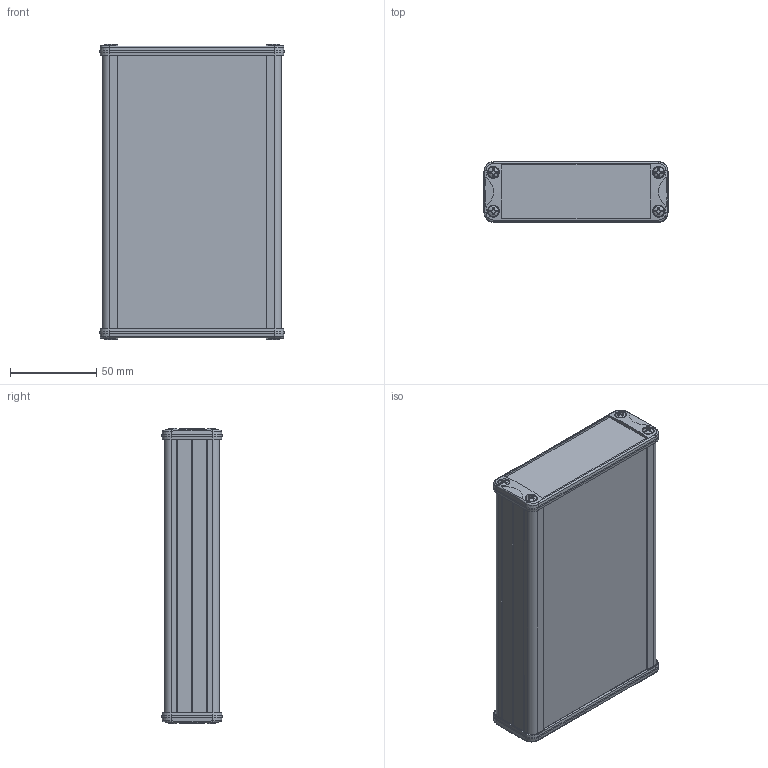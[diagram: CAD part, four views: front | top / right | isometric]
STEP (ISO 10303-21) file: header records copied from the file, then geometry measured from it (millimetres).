
FILE_DESCRIPTION(/* description */ (''),/* implementation_level */ '2;1');
FILE_NAME(/* name */ 'STEP''s\1457L1601.stp',/* time_stamp */ '2019-01-30T11:37:13-05:00',/* author */ ('tfoster'),/* organization */ (''),/* preprocessor_version */ 'ST-DEVELOPER v17',/* originating_system */ 'Autodesk Inventor 2019',/* authorisation */ '');
FILE_SCHEMA (('AUTOMOTIVE_DESIGN { 1 0 10303 214 3 1 1 }'));
Products named in the file (6): Assembly 80; 1457J1201 Extrusion; 80mm End PNL; 91249A148; 90 O-ring; 80mm Gasket
Assembly tree (21 placements, depth 2):
  Assembly 80
    1457J1201 Extrusion
    80mm End PNL  x2
    91249A148  x8
    90 O-ring  x8
    80mm Gasket  x2
Bounding box: 106.96 x 34.96 x 171.69 mm (x, y, z)
Volume: 103693.6 mm3; surface area: 123627.3 mm2
Topology: 21 solids, 21 shells, 982 faces, 3648 edges, 2736 vertices
Faces by surface type: cylinder 424, plane 354, cone 88, torus 56, bspline 52, sphere 8
Full cylindrical faces by diameter (mm): 2.474 x112, 2.5 x8, 3 x8, 3.505 x112, 3.6 x8, 5 x16, 6.35 x8
Entity records: 15833 total; most frequent: CARTESIAN_POINT 6077, ORIENTED_EDGE 2160, DIRECTION 1906, EDGE_CURVE 1080, VERTEX_POINT 753, AXIS2_PLACEMENT_3D 690, LINE 526, VECTOR 526
